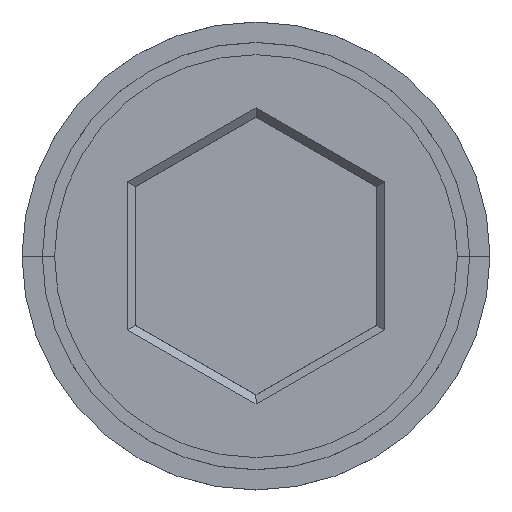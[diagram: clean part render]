
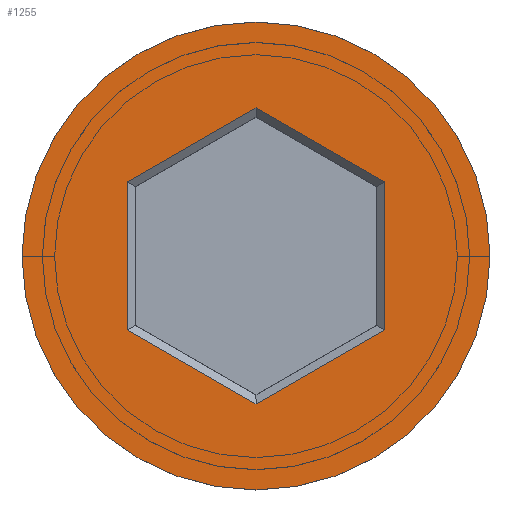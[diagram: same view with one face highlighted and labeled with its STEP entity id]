
A CAD part, top view. The second image highlights one B-rep face of the part: STEP entity #1255.
In plain terms, the highlighted planar face has unit normal (0, 0, 1).
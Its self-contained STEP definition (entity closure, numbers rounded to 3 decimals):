
#15 = CARTESIAN_POINT ( 'NONE',  ( -3.15, 1.819, 0. ) ) ;
#44 = DIRECTION ( 'NONE',  ( 0.866, 0.5, 0. ) ) ;
#59 = AXIS2_PLACEMENT_3D ( 'NONE', #604, #694, #710 ) ;
#108 = VERTEX_POINT ( 'NONE', #281 ) ;
#158 = VECTOR ( 'NONE', #44, 1000. ) ;
#162 = EDGE_LOOP ( 'NONE', ( #636, #1119, #951, #1338, #1070, #1092 ) ) ;
#164 = VERTEX_POINT ( 'NONE', #548 ) ;
#171 = EDGE_CURVE ( 'NONE', #638, #1098, #879, .T. ) ;
#180 = FACE_OUTER_BOUND ( 'NONE', #436, .T. ) ;
#192 = CARTESIAN_POINT ( 'NONE',  ( 3.05, 1.876, 0. ) ) ;
#230 = AXIS2_PLACEMENT_3D ( 'NONE', #1182, #496, #1260 ) ;
#241 = CARTESIAN_POINT ( 'NONE',  ( 0., 3.637, 0. ) ) ;
#280 = EDGE_CURVE ( 'NONE', #1098, #164, #861, .T. ) ;
#281 = CARTESIAN_POINT ( 'NONE',  ( 5.75, 0., 0. ) ) ;
#292 = EDGE_CURVE ( 'NONE', #947, #541, #658, .T. ) ;
#330 = CARTESIAN_POINT ( 'NONE',  ( -3.15, -1.819, 0. ) ) ;
#358 = DIRECTION ( 'NONE',  ( -0.866, 0.5, 0. ) ) ;
#436 = EDGE_LOOP ( 'NONE', ( #1410, #1100 ) ) ;
#445 = DIRECTION ( 'NONE',  ( 0., -1., 0. ) ) ;
#481 = CARTESIAN_POINT ( 'NONE',  ( 3.15, 1.819, 0. ) ) ;
#488 = VECTOR ( 'NONE', #1236, 1000. ) ;
#496 = DIRECTION ( 'NONE',  ( 0., 0., 1. ) ) ;
#507 = PLANE ( 'NONE',  #1376 ) ;
#541 = VERTEX_POINT ( 'NONE', #15 ) ;
#548 = CARTESIAN_POINT ( 'NONE',  ( 0., -3.637, 0. ) ) ;
#571 = VERTEX_POINT ( 'NONE', #241 ) ;
#582 = CIRCLE ( 'NONE', #230, 5.75 ) ;
#601 = VECTOR ( 'NONE', #445, 1000. ) ;
#604 = CARTESIAN_POINT ( 'NONE',  ( 0., 0., 0. ) ) ;
#626 = CARTESIAN_POINT ( 'NONE',  ( 0., 0., 0. ) ) ;
#636 = ORIENTED_EDGE ( 'NONE', *, *, #1271, .T. ) ;
#638 = VERTEX_POINT ( 'NONE', #481 ) ;
#657 = LINE ( 'NONE', #1001, #700 ) ;
#658 = LINE ( 'NONE', #674, #1230 ) ;
#674 = CARTESIAN_POINT ( 'NONE',  ( -3.15, 1.703, 0. ) ) ;
#694 = DIRECTION ( 'NONE',  ( 0., 0., 1. ) ) ;
#700 = VECTOR ( 'NONE', #358, 1000. ) ;
#707 = LINE ( 'NONE', #1143, #158 ) ;
#710 = DIRECTION ( 'NONE',  ( 1., 0., 0. ) ) ;
#736 = LINE ( 'NONE', #192, #788 ) ;
#748 = DIRECTION ( 'NONE',  ( 0.866, -0.5, 0. ) ) ;
#772 = EDGE_CURVE ( 'NONE', #1313, #108, #1275, .T. ) ;
#788 = VECTOR ( 'NONE', #748, 1000. ) ;
#861 = LINE ( 'NONE', #1312, #488 ) ;
#876 = EDGE_CURVE ( 'NONE', #571, #638, #736, .T. ) ;
#879 = LINE ( 'NONE', #1349, #601 ) ;
#947 = VERTEX_POINT ( 'NONE', #330 ) ;
#951 = ORIENTED_EDGE ( 'NONE', *, *, #1058, .T. ) ;
#987 = CARTESIAN_POINT ( 'NONE',  ( -5.75, 0., 0. ) ) ;
#1001 = CARTESIAN_POINT ( 'NONE',  ( -3.05, -1.876, 0. ) ) ;
#1044 = DIRECTION ( 'NONE',  ( 0., 0., 1. ) ) ;
#1058 = EDGE_CURVE ( 'NONE', #541, #571, #707, .T. ) ;
#1070 = ORIENTED_EDGE ( 'NONE', *, *, #171, .T. ) ;
#1092 = ORIENTED_EDGE ( 'NONE', *, *, #280, .T. ) ;
#1098 = VERTEX_POINT ( 'NONE', #1139 ) ;
#1100 = ORIENTED_EDGE ( 'NONE', *, *, #772, .T. ) ;
#1119 = ORIENTED_EDGE ( 'NONE', *, *, #292, .T. ) ;
#1123 = DIRECTION ( 'NONE',  ( 0., 1., 0. ) ) ;
#1139 = CARTESIAN_POINT ( 'NONE',  ( 3.15, -1.819, 0. ) ) ;
#1143 = CARTESIAN_POINT ( 'NONE',  ( -0.1, 3.58, 0. ) ) ;
#1158 = DIRECTION ( 'NONE',  ( 1., 0., 0. ) ) ;
#1182 = CARTESIAN_POINT ( 'NONE',  ( 0., 0., 0. ) ) ;
#1194 = EDGE_CURVE ( 'NONE', #108, #1313, #582, .T. ) ;
#1230 = VECTOR ( 'NONE', #1123, 1000. ) ;
#1236 = DIRECTION ( 'NONE',  ( -0.866, -0.5, 0. ) ) ;
#1255 = ADVANCED_FACE ( 'NONE', ( #1282, #180 ), #507, .T. ) ;
#1260 = DIRECTION ( 'NONE',  ( 1., 0., 0. ) ) ;
#1271 = EDGE_CURVE ( 'NONE', #164, #947, #657, .T. ) ;
#1275 = CIRCLE ( 'NONE', #59, 5.75 ) ;
#1282 = FACE_BOUND ( 'NONE', #162, .T. ) ;
#1312 = CARTESIAN_POINT ( 'NONE',  ( 0.1, -3.58, 0. ) ) ;
#1313 = VERTEX_POINT ( 'NONE', #987 ) ;
#1338 = ORIENTED_EDGE ( 'NONE', *, *, #876, .T. ) ;
#1349 = CARTESIAN_POINT ( 'NONE',  ( 3.15, -1.703, 0. ) ) ;
#1376 = AXIS2_PLACEMENT_3D ( 'NONE', #626, #1044, #1158 ) ;
#1410 = ORIENTED_EDGE ( 'NONE', *, *, #1194, .T. ) ;
